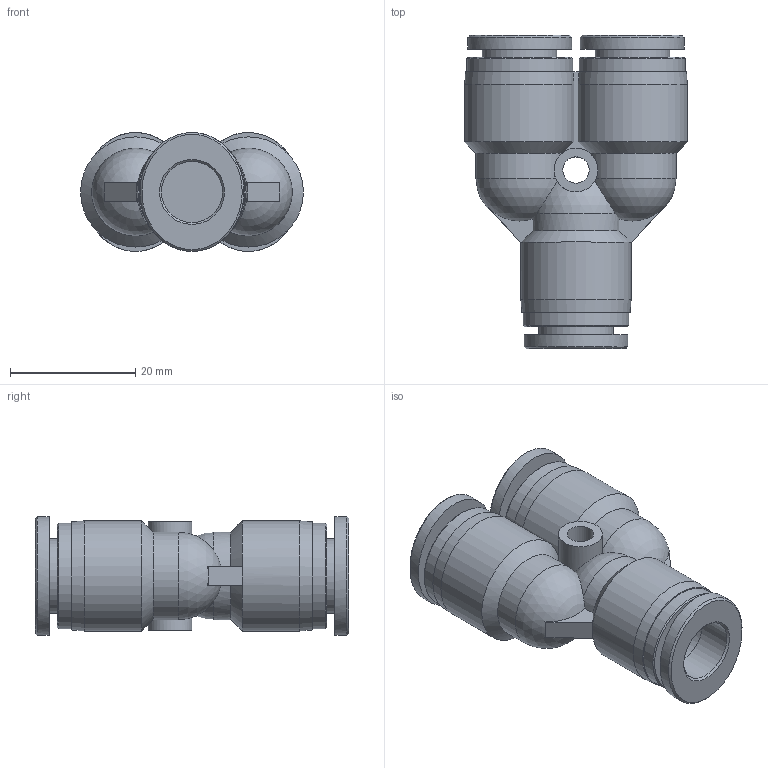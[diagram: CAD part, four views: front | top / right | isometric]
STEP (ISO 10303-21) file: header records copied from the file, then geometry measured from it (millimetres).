
FILE_DESCRIPTION((''),'2;1');
FILE_NAME('PY 3_8.stp','2016-10-17T16:30:11',('Administrator'),(''),'Autodesk Inventor 2013','Autodesk Inventor 2013','');
FILE_SCHEMA(('CONFIG_CONTROL_DESIGN'));
Length unit declared in the file: millimetre
Products named in the file (3): PY 3_8; NY 3_8 BODY; SLEEVE N3_8L
Assembly tree (4 placements, depth 2):
  PY 3_8
    NY 3_8 BODY
    SLEEVE N3_8L  x3
Bounding box: 35.6 x 50 x 19 mm (x, y, z)
Volume: 12019.4 mm3; surface area: 8827.8 mm2
Topology: 4 solids, 4 shells, 80 faces, 170 edges, 107 vertices
Faces by surface type: plane 35, cylinder 22, cone 13, bspline 6, sphere 4
Full cylindrical faces by diameter (mm): 4.2 x1, 7 x2, 9.75 x6, 11.9 x3, 16.9 x3, 17.6 x1
Entity records: 1878 total; most frequent: CARTESIAN_POINT 560, DIRECTION 267, ORIENTED_EDGE 236, AXIS2_PLACEMENT_3D 118, EDGE_CURVE 118, VERTEX_POINT 83, EDGE_LOOP 81, FACE_OUTER_BOUND 58
